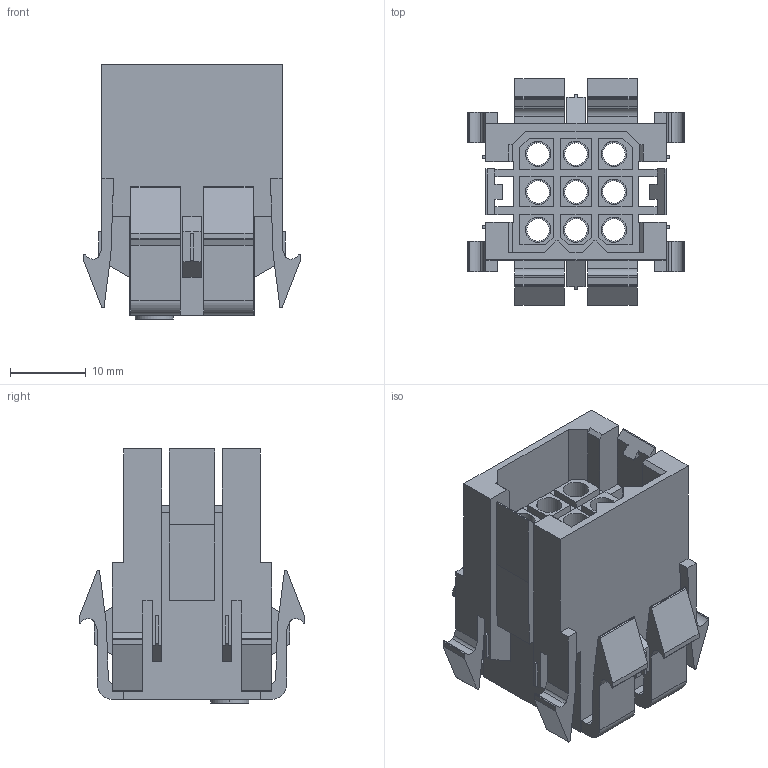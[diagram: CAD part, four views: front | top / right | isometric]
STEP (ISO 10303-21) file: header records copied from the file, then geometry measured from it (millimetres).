
FILE_DESCRIPTION(('CATIA V5 STEP Exchange','CAx-IF Rec.Pracs.--- Model Styling and Organization---1.2---2011-12-15'),'2;1');
FILE_NAME ('D1451783_0_1415100000_1415100000.stp','2018-09-20T17:58:53+00:00',('none'),('Weidmueller'),'CATIA Version 5-6 Release 2014','CATIA V5 STEP AP214','none');
FILE_SCHEMA(('AUTOMOTIVE_DESIGN { 1 0 10303 214 1 1 1 1 }'));
Length unit declared in the file: millimetre
Products named in the file (1): 1415100000
Bounding box: 28.6 x 29.8 x 33.5 mm (x, y, z)
Volume: 8505.8 mm3; surface area: 9366.3 mm2
Topology: 1 solids, 1 shells, 403 faces, 1096 edges, 730 vertices
Faces by surface type: plane 269, cylinder 134
Entity records: 11395 total; most frequent: ORIENTED_EDGE 2192, CARTESIAN_POINT 2009, DIRECTION 1460, EDGE_CURVE 1096, VECTOR 828, LINE 828, VERTEX_POINT 730, EDGE_LOOP 460
